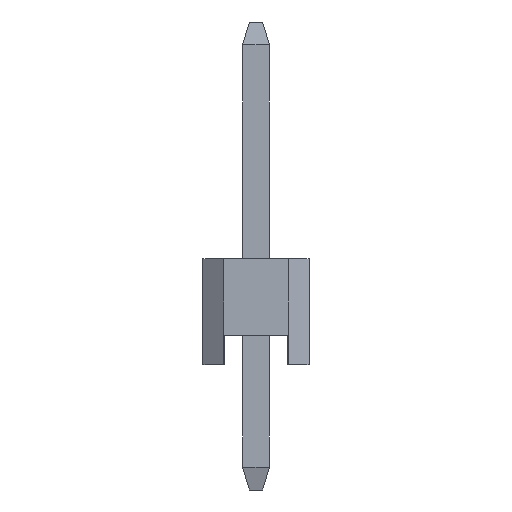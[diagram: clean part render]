
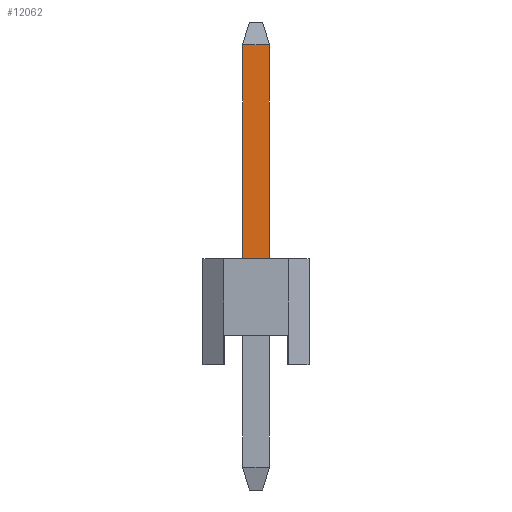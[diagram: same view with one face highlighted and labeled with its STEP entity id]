
A CAD part, left-side view. The second image highlights one B-rep face of the part: STEP entity #12062.
In plain terms, the highlighted planar face has unit normal (-1, 0, 0).
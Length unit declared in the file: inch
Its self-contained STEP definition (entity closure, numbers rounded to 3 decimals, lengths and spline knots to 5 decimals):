
#353 = PLANE('',#354);
#354 = AXIS2_PLACEMENT_3D('',#355,#356,#357);
#355 = CARTESIAN_POINT('',(0.1,0.03031,0.1));
#356 = DIRECTION('',(0.,0.,-1.));
#357 = DIRECTION('',(-1.,0.,-0.));
#10678 = VERTEX_POINT('',#10679);
#10679 = CARTESIAN_POINT('',(-0.2626,0.0126,0.1));
#10693 = PLANE('',#10694);
#10694 = AXIS2_PLACEMENT_3D('',#10695,#10696,#10697);
#10695 = CARTESIAN_POINT('',(-0.2626,0.0126,
    -0.09661));
#10696 = DIRECTION('',(0.,1.,0.));
#10697 = DIRECTION('',(1.,0.,0.));
#10705 = EDGE_CURVE('',#10706,#10678,#10708,.T.);
#10706 = VERTEX_POINT('',#10707);
#10707 = CARTESIAN_POINT('',(-0.2626,-0.0126,0.1));
#10708 = SURFACE_CURVE('',#10709,(#10713,#10720),.PCURVE_S1.);
#10709 = LINE('',#10710,#10711);
#10710 = CARTESIAN_POINT('',(-0.2626,0.00886,0.1));
#10711 = VECTOR('',#10712,0.03937);
#10712 = DIRECTION('',(0.,1.,0.));
#10713 = PCURVE('',#353,#10714);
#10714 = DEFINITIONAL_REPRESENTATION('',(#10715),#10719);
#10715 = LINE('',#10716,#10717);
#10716 = CARTESIAN_POINT('',(0.363,-0.021));
#10717 = VECTOR('',#10718,1.);
#10718 = DIRECTION('',(0.,1.));
#10719 = ( GEOMETRIC_REPRESENTATION_CONTEXT(2) 
PARAMETRIC_REPRESENTATION_CONTEXT() REPRESENTATION_CONTEXT('2D SPACE',''
  ) );
#10720 = PCURVE('',#10721,#10726);
#10721 = PLANE('',#10722);
#10722 = AXIS2_PLACEMENT_3D('',#10723,#10724,#10725);
#10723 = CARTESIAN_POINT('',(-0.2626,-0.0126,
    -0.09661));
#10724 = DIRECTION('',(-1.,0.,0.));
#10725 = DIRECTION('',(0.,1.,0.));
#10726 = DEFINITIONAL_REPRESENTATION('',(#10727),#10731);
#10727 = LINE('',#10728,#10729);
#10728 = CARTESIAN_POINT('',(0.021,-0.197));
#10729 = VECTOR('',#10730,1.);
#10730 = DIRECTION('',(1.,0.));
#10731 = ( GEOMETRIC_REPRESENTATION_CONTEXT(2) 
PARAMETRIC_REPRESENTATION_CONTEXT() REPRESENTATION_CONTEXT('2D SPACE',''
  ) );
#10747 = PLANE('',#10748);
#10748 = AXIS2_PLACEMENT_3D('',#10749,#10750,#10751);
#10749 = CARTESIAN_POINT('',(-0.2374,-0.0126,
    -0.09661));
#10750 = DIRECTION('',(0.,-1.,0.));
#10751 = DIRECTION('',(-1.,0.,0.));
#11961 = VERTEX_POINT('',#11962);
#11962 = CARTESIAN_POINT('',(-0.2626,-0.0126,
    0.30134));
#11988 = EDGE_CURVE('',#10706,#11961,#11989,.T.);
#11989 = SURFACE_CURVE('',#11990,(#11994,#12001),.PCURVE_S1.);
#11990 = LINE('',#11991,#11992);
#11991 = CARTESIAN_POINT('',(-0.2626,-0.0126,
    -0.09661));
#11992 = VECTOR('',#11993,0.03937);
#11993 = DIRECTION('',(0.,0.,1.));
#11994 = PCURVE('',#10747,#11995);
#11995 = DEFINITIONAL_REPRESENTATION('',(#11996),#12000);
#11996 = LINE('',#11997,#11998);
#11997 = CARTESIAN_POINT('',(0.025,0.));
#11998 = VECTOR('',#11999,1.);
#11999 = DIRECTION('',(0.,-1.));
#12000 = ( GEOMETRIC_REPRESENTATION_CONTEXT(2) 
PARAMETRIC_REPRESENTATION_CONTEXT() REPRESENTATION_CONTEXT('2D SPACE',''
  ) );
#12001 = PCURVE('',#10721,#12002);
#12002 = DEFINITIONAL_REPRESENTATION('',(#12003),#12007);
#12003 = LINE('',#12004,#12005);
#12004 = CARTESIAN_POINT('',(0.,0.));
#12005 = VECTOR('',#12006,1.);
#12006 = DIRECTION('',(0.,-1.));
#12007 = ( GEOMETRIC_REPRESENTATION_CONTEXT(2) 
PARAMETRIC_REPRESENTATION_CONTEXT() REPRESENTATION_CONTEXT('2D SPACE',''
  ) );
#12062 = ADVANCED_FACE('',(#12063),#10721,.T.);
#12063 = FACE_BOUND('',#12064,.T.);
#12064 = EDGE_LOOP('',(#12065,#12066,#12067,#12095));
#12065 = ORIENTED_EDGE('',*,*,#10705,.F.);
#12066 = ORIENTED_EDGE('',*,*,#11988,.T.);
#12067 = ORIENTED_EDGE('',*,*,#12068,.T.);
#12068 = EDGE_CURVE('',#11961,#12069,#12071,.T.);
#12069 = VERTEX_POINT('',#12070);
#12070 = CARTESIAN_POINT('',(-0.2626,0.0126,
    0.30134));
#12071 = SURFACE_CURVE('',#12072,(#12076,#12083),.PCURVE_S1.);
#12072 = LINE('',#12073,#12074);
#12073 = CARTESIAN_POINT('',(-0.2626,-0.0126,
    0.30134));
#12074 = VECTOR('',#12075,0.03937);
#12075 = DIRECTION('',(0.,1.,0.));
#12076 = PCURVE('',#10721,#12077);
#12077 = DEFINITIONAL_REPRESENTATION('',(#12078),#12082);
#12078 = LINE('',#12079,#12080);
#12079 = CARTESIAN_POINT('',(0.,-0.398));
#12080 = VECTOR('',#12081,1.);
#12081 = DIRECTION('',(1.,0.));
#12082 = ( GEOMETRIC_REPRESENTATION_CONTEXT(2) 
PARAMETRIC_REPRESENTATION_CONTEXT() REPRESENTATION_CONTEXT('2D SPACE',''
  ) );
#12083 = PCURVE('',#12084,#12089);
#12084 = B_SPLINE_SURFACE_WITH_KNOTS('',1,1,(
    (#12085,#12086)
    ,(#12087,#12088
    )),.UNSPECIFIED.,.F.,.F.,.F.,(2,2),(2,2),(0.,0.64),(0.,1.),
  .PIECEWISE_BEZIER_KNOTS.);
#12085 = CARTESIAN_POINT('',(-0.2626,-0.0126,
    0.30134));
#12086 = CARTESIAN_POINT('',(-0.2563,-0.0063,
    0.32283));
#12087 = CARTESIAN_POINT('',(-0.2626,0.0126,
    0.30134));
#12088 = CARTESIAN_POINT('',(-0.2563,0.0063,
    0.32283));
#12089 = DEFINITIONAL_REPRESENTATION('',(#12090),#12094);
#12090 = LINE('',#12091,#12092);
#12091 = CARTESIAN_POINT('',(0.,0.));
#12092 = VECTOR('',#12093,1.);
#12093 = DIRECTION('',(1.,0.));
#12094 = ( GEOMETRIC_REPRESENTATION_CONTEXT(2) 
PARAMETRIC_REPRESENTATION_CONTEXT() REPRESENTATION_CONTEXT('2D SPACE',''
  ) );
#12095 = ORIENTED_EDGE('',*,*,#12096,.F.);
#12096 = EDGE_CURVE('',#10678,#12069,#12097,.T.);
#12097 = SURFACE_CURVE('',#12098,(#12102,#12109),.PCURVE_S1.);
#12098 = LINE('',#12099,#12100);
#12099 = CARTESIAN_POINT('',(-0.2626,0.0126,
    -0.09661));
#12100 = VECTOR('',#12101,0.03937);
#12101 = DIRECTION('',(0.,0.,1.));
#12102 = PCURVE('',#10721,#12103);
#12103 = DEFINITIONAL_REPRESENTATION('',(#12104),#12108);
#12104 = LINE('',#12105,#12106);
#12105 = CARTESIAN_POINT('',(0.025,0.));
#12106 = VECTOR('',#12107,1.);
#12107 = DIRECTION('',(0.,-1.));
#12108 = ( GEOMETRIC_REPRESENTATION_CONTEXT(2) 
PARAMETRIC_REPRESENTATION_CONTEXT() REPRESENTATION_CONTEXT('2D SPACE',''
  ) );
#12109 = PCURVE('',#10693,#12110);
#12110 = DEFINITIONAL_REPRESENTATION('',(#12111),#12115);
#12111 = LINE('',#12112,#12113);
#12112 = CARTESIAN_POINT('',(0.,0.));
#12113 = VECTOR('',#12114,1.);
#12114 = DIRECTION('',(0.,-1.));
#12115 = ( GEOMETRIC_REPRESENTATION_CONTEXT(2) 
PARAMETRIC_REPRESENTATION_CONTEXT() REPRESENTATION_CONTEXT('2D SPACE',''
  ) );
